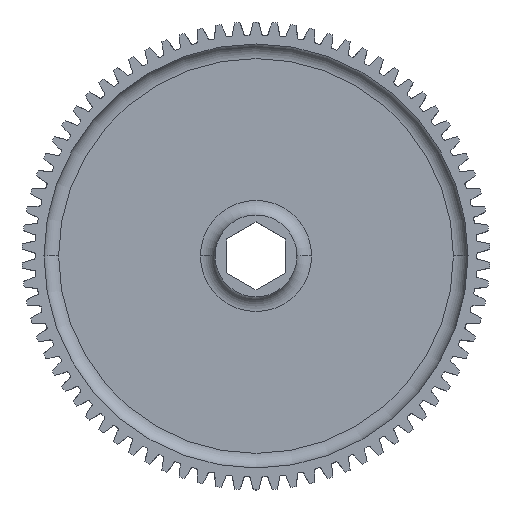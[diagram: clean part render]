
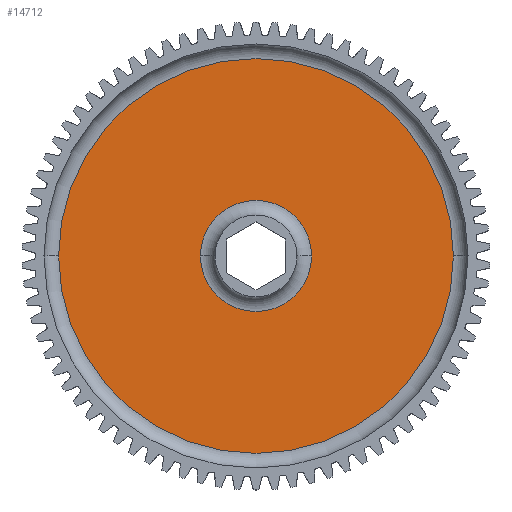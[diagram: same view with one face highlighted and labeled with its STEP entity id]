
A CAD part, top view. The second image highlights one B-rep face of the part: STEP entity #14712.
In plain terms, the highlighted planar face has unit normal (0, 0, 1).
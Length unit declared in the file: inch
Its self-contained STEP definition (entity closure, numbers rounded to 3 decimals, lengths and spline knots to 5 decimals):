
#83 = DIRECTION ( 'NONE',  ( 0., 0., 1. ) ) ;
#249 = PLANE ( 'NONE',  #336 ) ;
#336 = AXIS2_PLACEMENT_3D ( 'NONE', #12474, #22456, #22547 ) ;
#992 = DIRECTION ( 'NONE',  ( 0., 0., -1. ) ) ;
#1554 = EDGE_CURVE ( 'NONE', #8678, #25954, #12380, .T. ) ;
#1908 = EDGE_CURVE ( 'NONE', #6633, #24983, #6374, .T. ) ;
#3872 = AXIS2_PLACEMENT_3D ( 'NONE', #18931, #19112, #8799 ) ;
#4492 = EDGE_LOOP ( 'NONE', ( #5119, #23512 ) ) ;
#4940 = AXIS2_PLACEMENT_3D ( 'NONE', #13129, #992, #15068 ) ;
#5119 = ORIENTED_EDGE ( 'NONE', *, *, #15418, .T. ) ;
#5953 = DIRECTION ( 'NONE',  ( 0., 0., 1. ) ) ;
#6035 = CARTESIAN_POINT ( 'NONE',  ( 0., 0., 0.045 ) ) ;
#6374 = CIRCLE ( 'NONE', #17759, 1.6875 ) ;
#6633 = VERTEX_POINT ( 'NONE', #23894 ) ;
#7858 = EDGE_CURVE ( 'NONE', #24983, #6633, #7927, .T. ) ;
#7927 = CIRCLE ( 'NONE', #14373, 1.6875 ) ;
#8678 = VERTEX_POINT ( 'NONE', #17830 ) ;
#8799 = DIRECTION ( 'NONE',  ( 1., 0., 0. ) ) ;
#8907 = ORIENTED_EDGE ( 'NONE', *, *, #7858, .T. ) ;
#10165 = CARTESIAN_POINT ( 'NONE',  ( 0., 0., 0.045 ) ) ;
#12380 = CIRCLE ( 'NONE', #3872, 0.475 ) ;
#12474 = CARTESIAN_POINT ( 'NONE',  ( 0., 0., 0.045 ) ) ;
#13129 = CARTESIAN_POINT ( 'NONE',  ( 0., 0., 0.045 ) ) ;
#14373 = AXIS2_PLACEMENT_3D ( 'NONE', #6035, #83, #20152 ) ;
#14712 = ADVANCED_FACE ( 'NONE', ( #24773, #20046 ), #249, .T. ) ;
#15068 = DIRECTION ( 'NONE',  ( 1., 0., 0. ) ) ;
#15418 = EDGE_CURVE ( 'NONE', #25954, #8678, #20312, .T. ) ;
#17759 = AXIS2_PLACEMENT_3D ( 'NONE', #10165, #5953, #19992 ) ;
#17830 = CARTESIAN_POINT ( 'NONE',  ( -0.475, 0., 0.045 ) ) ;
#18931 = CARTESIAN_POINT ( 'NONE',  ( 0., 0., 0.045 ) ) ;
#19112 = DIRECTION ( 'NONE',  ( 0., 0., -1. ) ) ;
#19992 = DIRECTION ( 'NONE',  ( 1., 0., 0. ) ) ;
#20046 = FACE_OUTER_BOUND ( 'NONE', #21210, .T. ) ;
#20152 = DIRECTION ( 'NONE',  ( 1., 0., 0. ) ) ;
#20312 = CIRCLE ( 'NONE', #4940, 0.475 ) ;
#21010 = CARTESIAN_POINT ( 'NONE',  ( 1.6875, 0., 0.045 ) ) ;
#21210 = EDGE_LOOP ( 'NONE', ( #8907, #22652 ) ) ;
#22456 = DIRECTION ( 'NONE',  ( 0., 0., 1. ) ) ;
#22547 = DIRECTION ( 'NONE',  ( 1., 0., 0. ) ) ;
#22652 = ORIENTED_EDGE ( 'NONE', *, *, #1908, .T. ) ;
#23512 = ORIENTED_EDGE ( 'NONE', *, *, #1554, .T. ) ;
#23894 = CARTESIAN_POINT ( 'NONE',  ( -1.6875, 0., 0.045 ) ) ;
#24773 = FACE_BOUND ( 'NONE', #4492, .T. ) ;
#24983 = VERTEX_POINT ( 'NONE', #21010 ) ;
#25303 = CARTESIAN_POINT ( 'NONE',  ( 0.475, 0., 0.045 ) ) ;
#25954 = VERTEX_POINT ( 'NONE', #25303 ) ;
